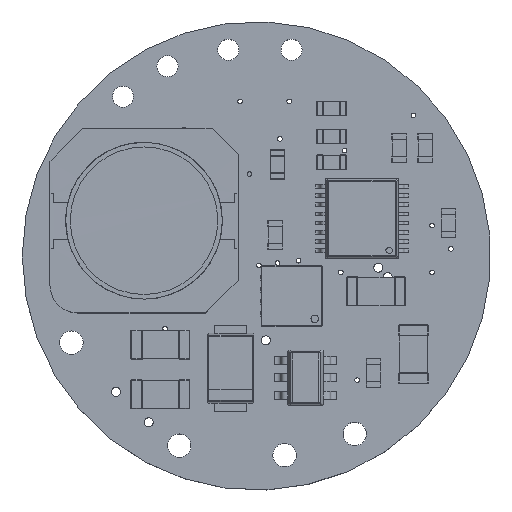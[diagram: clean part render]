
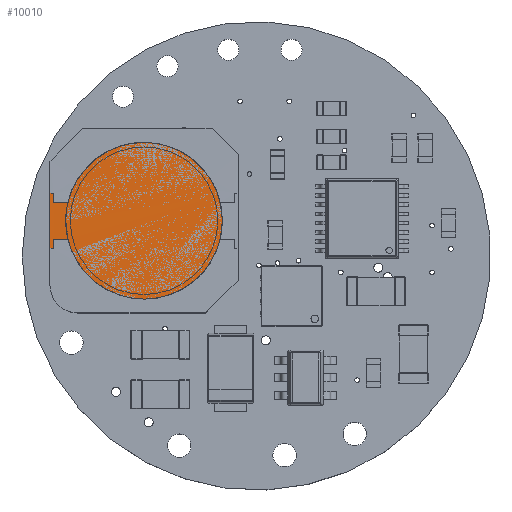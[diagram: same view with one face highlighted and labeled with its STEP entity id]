
A CAD part, top view. The second image highlights one B-rep face of the part: STEP entity #10010.
In plain terms, the highlighted planar face has unit normal (0, 0, 1).
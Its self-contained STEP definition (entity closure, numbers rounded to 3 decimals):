
#9985 = VERTEX_POINT('',#9986);
#9986 = CARTESIAN_POINT('',(1.5,5.105,3.805));
#9992 = EDGE_CURVE('',#9993,#9985,#9995,.T.);
#9993 = VERTEX_POINT('',#9994);
#9994 = CARTESIAN_POINT('',(1.5,4.905,3.803));
#9995 = LINE('',#9996,#9997);
#9996 = CARTESIAN_POINT('',(1.5,0.,3.805));
#9997 = VECTOR('',#9998,1.);
#9998 = DIRECTION('',(0.,1.,0.));
#10010 = ADVANCED_FACE('',(#10011),#10089,.T.);
#10011 = FACE_BOUND('',#10012,.T.);
#10012 = EDGE_LOOP('',(#10013,#10023,#10032,#10041,#10050,#10057,#10066,
    #10075,#10082,#10083));
#10013 = ORIENTED_EDGE('',*,*,#10014,.F.);
#10014 = EDGE_CURVE('',#10015,#10017,#10019,.T.);
#10015 = VERTEX_POINT('',#10016);
#10016 = CARTESIAN_POINT('',(-1.5,4.905,3.803));
#10017 = VERTEX_POINT('',#10018);
#10018 = CARTESIAN_POINT('',(-1.5,5.105,3.805));
#10019 = LINE('',#10020,#10021);
#10020 = CARTESIAN_POINT('',(-1.5,0.,3.805));
#10021 = VECTOR('',#10022,1.);
#10022 = DIRECTION('',(0.,1.,0.));
#10023 = ORIENTED_EDGE('',*,*,#10024,.F.);
#10024 = EDGE_CURVE('',#10025,#10015,#10027,.T.);
#10025 = VERTEX_POINT('',#10026);
#10026 = CARTESIAN_POINT('',(-1.,4.905,3.803));
#10027 = B_SPLINE_CURVE_WITH_KNOTS('',3,(#10028,#10029,#10030,#10031),
  .UNSPECIFIED.,.F.,.F.,(4,4),(0.,1.),.PIECEWISE_BEZIER_KNOTS.);
#10028 = CARTESIAN_POINT('',(-1.,4.905,3.803));
#10029 = CARTESIAN_POINT('',(-1.167,4.905,3.8));
#10030 = CARTESIAN_POINT('',(-1.333,4.905,3.8));
#10031 = CARTESIAN_POINT('',(-1.5,4.905,3.803));
#10032 = ORIENTED_EDGE('',*,*,#10033,.F.);
#10033 = EDGE_CURVE('',#10034,#10025,#10036,.T.);
#10034 = VERTEX_POINT('',#10035);
#10035 = CARTESIAN_POINT('',(-1.,4.131,3.803));
#10036 = B_SPLINE_CURVE_WITH_KNOTS('',3,(#10037,#10038,#10039,#10040),
  .UNSPECIFIED.,.F.,.F.,(4,4),(0.,1.),.PIECEWISE_BEZIER_KNOTS.);
#10037 = CARTESIAN_POINT('',(-1.,4.131,3.803));
#10038 = CARTESIAN_POINT('',(-1.,4.389,3.8));
#10039 = CARTESIAN_POINT('',(-1.,4.647,3.8));
#10040 = CARTESIAN_POINT('',(-1.,4.905,3.803));
#10041 = ORIENTED_EDGE('',*,*,#10042,.F.);
#10042 = EDGE_CURVE('',#10043,#10034,#10045,.T.);
#10043 = VERTEX_POINT('',#10044);
#10044 = CARTESIAN_POINT('',(0.,4.25,3.8));
#10045 = B_SPLINE_CURVE_WITH_KNOTS('',3,(#10046,#10047,#10048,#10049),
  .UNSPECIFIED.,.F.,.F.,(4,4),(0.,1.),.PIECEWISE_BEZIER_KNOTS.);
#10046 = CARTESIAN_POINT('',(-0.447,4.226,3.803));
#10047 = CARTESIAN_POINT('',(-0.634,4.207,3.805));
#10048 = CARTESIAN_POINT('',(-0.818,4.175,3.805));
#10049 = CARTESIAN_POINT('',(-1.,4.131,3.803));
#10050 = ORIENTED_EDGE('',*,*,#10051,.T.);
#10051 = EDGE_CURVE('',#10043,#10043,#10052,.T.);
#10052 = CIRCLE('',#10053,4.25);
#10053 = AXIS2_PLACEMENT_3D('',#10054,#10055,#10056);
#10054 = CARTESIAN_POINT('',(0.,0.,3.8));
#10055 = DIRECTION('',(0.,0.,-1.));
#10056 = DIRECTION('',(1.,0.,0.));
#10057 = ORIENTED_EDGE('',*,*,#10058,.F.);
#10058 = EDGE_CURVE('',#10059,#10043,#10061,.T.);
#10059 = VERTEX_POINT('',#10060);
#10060 = CARTESIAN_POINT('',(1.,4.131,3.803));
#10061 = B_SPLINE_CURVE_WITH_KNOTS('',3,(#10062,#10063,#10064,#10065),
  .UNSPECIFIED.,.F.,.F.,(4,4),(0.,1.),.PIECEWISE_BEZIER_KNOTS.);
#10062 = CARTESIAN_POINT('',(1.,4.131,3.803));
#10063 = CARTESIAN_POINT('',(0.818,4.175,3.805));
#10064 = CARTESIAN_POINT('',(0.634,4.207,3.805));
#10065 = CARTESIAN_POINT('',(0.447,4.226,3.803));
#10066 = ORIENTED_EDGE('',*,*,#10067,.F.);
#10067 = EDGE_CURVE('',#10068,#10059,#10070,.T.);
#10068 = VERTEX_POINT('',#10069);
#10069 = CARTESIAN_POINT('',(1.,4.905,3.803));
#10070 = B_SPLINE_CURVE_WITH_KNOTS('',3,(#10071,#10072,#10073,#10074),
  .UNSPECIFIED.,.F.,.F.,(4,4),(0.,1.),.PIECEWISE_BEZIER_KNOTS.);
#10071 = CARTESIAN_POINT('',(1.,4.905,3.803));
#10072 = CARTESIAN_POINT('',(1.,4.647,3.8));
#10073 = CARTESIAN_POINT('',(1.,4.389,3.8));
#10074 = CARTESIAN_POINT('',(1.,4.131,3.803));
#10075 = ORIENTED_EDGE('',*,*,#10076,.F.);
#10076 = EDGE_CURVE('',#9993,#10068,#10077,.T.);
#10077 = B_SPLINE_CURVE_WITH_KNOTS('',3,(#10078,#10079,#10080,#10081),
  .UNSPECIFIED.,.F.,.F.,(4,4),(0.,1.),.PIECEWISE_BEZIER_KNOTS.);
#10078 = CARTESIAN_POINT('',(1.5,4.905,3.803));
#10079 = CARTESIAN_POINT('',(1.333,4.905,3.8));
#10080 = CARTESIAN_POINT('',(1.167,4.905,3.8));
#10081 = CARTESIAN_POINT('',(1.,4.905,3.803));
#10082 = ORIENTED_EDGE('',*,*,#9992,.T.);
#10083 = ORIENTED_EDGE('',*,*,#10084,.T.);
#10084 = EDGE_CURVE('',#9985,#10017,#10085,.T.);
#10085 = LINE('',#10086,#10087);
#10086 = CARTESIAN_POINT('',(0.,5.105,3.805));
#10087 = VECTOR('',#10088,1.);
#10088 = DIRECTION('',(-1.,0.,0.));
#10089 = PLANE('',#10090);
#10090 = AXIS2_PLACEMENT_3D('',#10091,#10092,#10093);
#10091 = CARTESIAN_POINT('',(0.,0.,3.805));
#10092 = DIRECTION('',(0.,0.,1.));
#10093 = DIRECTION('',(1.,0.,0.));
